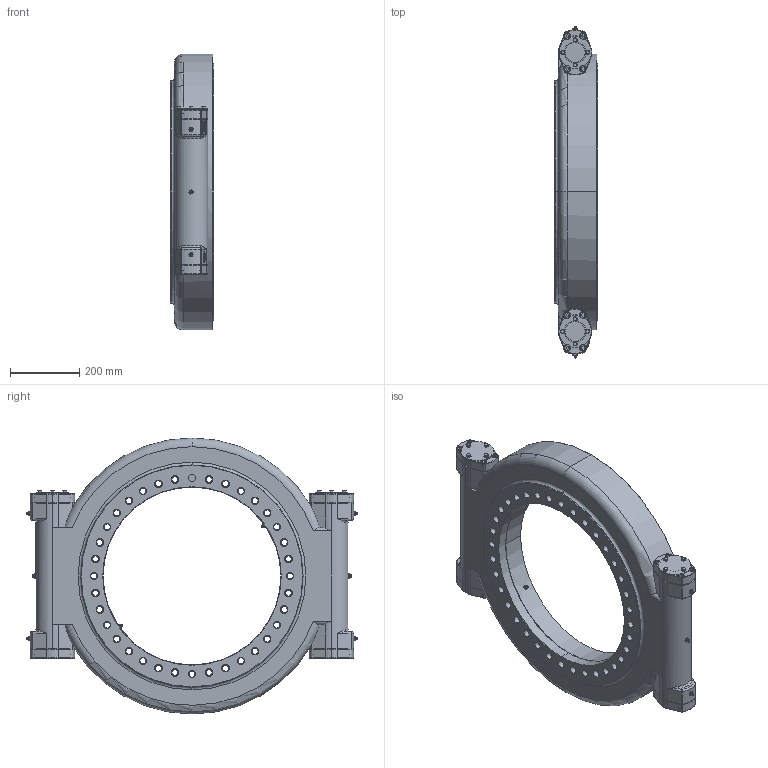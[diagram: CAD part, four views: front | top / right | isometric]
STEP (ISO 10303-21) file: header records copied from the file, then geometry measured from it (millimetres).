
FILE_DESCRIPTION (( 'STEP AP214' ), '1' );
FILE_NAME ('TE760-2-A0-RM-SH.STEP', '2018-04-16T10:17:32', ( '' ), ( '' ), 'SwSTEP 2.0', 'SolidWorks 2016', '' );
FILE_SCHEMA (( 'AUTOMOTIVE_DESIGN' ));
Length unit declared in the file: millimetre
Products named in the file (1): TE760-2-A0-RM-SH
Bounding box: 125 x 955.78 x 795 mm (x, y, z)
Surface area: 1878421.2 mm2 (no closed solid volume)
Topology: 0 solids, 74 shells, 1078 faces, 3441 edges, 2377 vertices
Faces by surface type: cylinder 450, plane 342, torus 153, cone 116, bspline 9, sphere 8
Entity records: 53938 total; most frequent: CARTESIAN_POINT 11467, DIRECTION 6720, ORIENTED_EDGE 5552, EDGE_CURVE 3433, AXIS2_PLACEMENT_3D 2642, VERTEX_POINT 2377, CIRCLE 1572, LINE 1436
